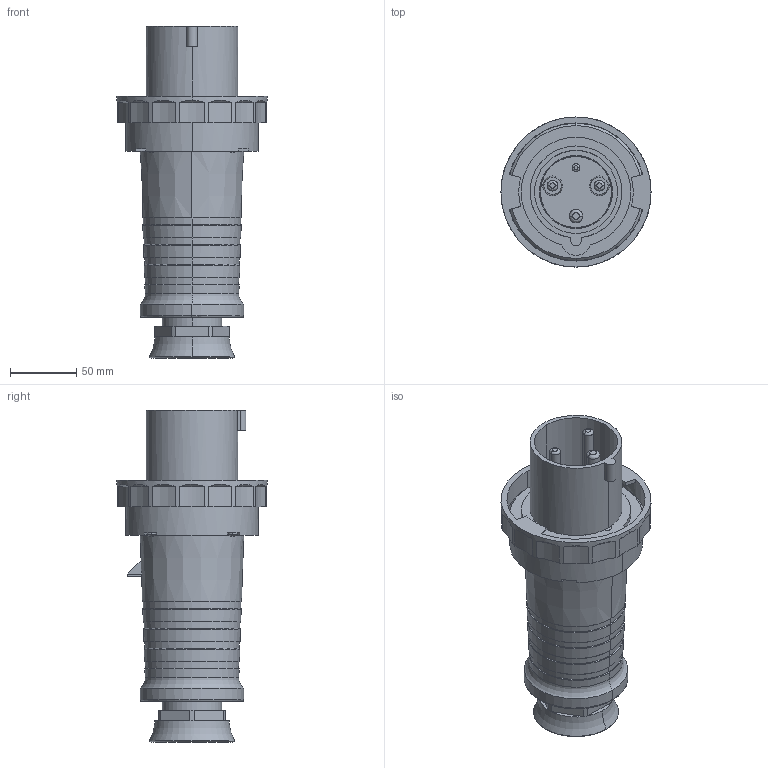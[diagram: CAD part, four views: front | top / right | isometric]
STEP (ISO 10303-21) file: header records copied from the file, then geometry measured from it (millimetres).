
FILE_DESCRIPTION((''),'2;1');
FILE_NAME('81378_3D-SIMPLIFIED_ASM','2023-03-28T10:17:27',('melanie.cordero'),(''),'CREO PARAMETRIC BY PTC INC, 2018260','CREO PARAMETRIC BY PTC INC, 2018260','');
FILE_SCHEMA(('CONFIG_CONTROL_DESIGN'));
Length unit declared in the file: millimetre
Products named in the file (13): PRT01; PRT02; PRT03; PRT04; PRT05; PRT06; PRT07; PRT08; PRT09; PRT010; PRT011; PRT012; 81378_3D-SIMPLIFIED_ASM
Assembly tree (18 placements, depth 2):
  81378_3D-SIMPLIFIED_ASM
    PRT01
    PRT02
    PRT03
    PRT04
    PRT05
    PRT06
    PRT07
    PRT08
    PRT09
    PRT010  x3
    PRT011  x4
    PRT012  x2
Bounding box: 113 x 113 x 250 mm (x, y, z)
Volume: 502691.9 mm3; surface area: 225912.9 mm2
Topology: 18 solids, 18 shells, 673 faces, 1832 edges, 1232 vertices
Faces by surface type: plane 303, cylinder 245, cone 62, torus 39, sphere 16, bspline 8
Entity records: 20177 total; most frequent: CARTESIAN_POINT 4332, DIRECTION 3542, ORIENTED_EDGE 3184, EDGE_CURVE 1592, AXIS2_PLACEMENT_3D 1450, VERTEX_POINT 1072, CIRCLE 842, EDGE_LOOP 670
